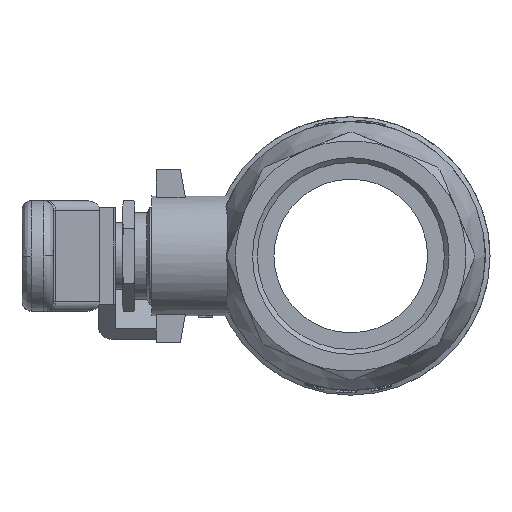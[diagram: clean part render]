
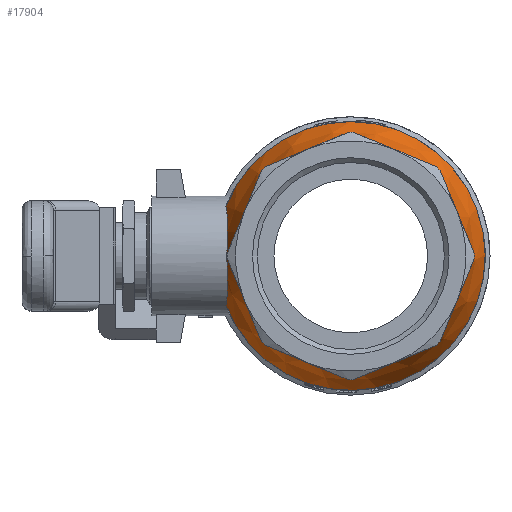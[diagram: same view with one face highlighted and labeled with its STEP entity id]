
A CAD part, left-side view. The second image highlights one B-rep face of the part: STEP entity #17904.
In plain terms, the highlighted conical face has half-angle 21.801 degrees and reference radius 24 mm.
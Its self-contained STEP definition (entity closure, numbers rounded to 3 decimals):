
#118=CONICAL_SURFACE('',#19216,24.,0.381);
#1181=B_SPLINE_CURVE_WITH_KNOTS('',3,(#29103,#29104,#29105,#29106,#29107,
#29108,#29109,#29110),.UNSPECIFIED.,.F.,.F.,(4,1,1,1,1,4),(0.,
0.003,0.006,0.012,0.018,
0.024),.UNSPECIFIED.);
#4952=ORIENTED_EDGE('',*,*,#10108,.T.);
#4953=ORIENTED_EDGE('',*,*,#10024,.F.);
#4954=ORIENTED_EDGE('',*,*,#10109,.F.);
#10024=EDGE_CURVE('',#12676,#12677,#1181,.T.);
#10108=EDGE_CURVE('',#12676,#12677,#14376,.T.);
#10109=EDGE_CURVE('',#12743,#12743,#14377,.T.);
#12676=VERTEX_POINT('',#29111);
#12677=VERTEX_POINT('',#29112);
#12743=VERTEX_POINT('',#29343);
#14376=CIRCLE('',#19217,28.);
#14377=CIRCLE('',#19218,24.);
#14797=EDGE_LOOP('',(#4952,#4953));
#14798=EDGE_LOOP('',(#4954));
#15943=FACE_BOUND('',#14797,.T.);
#15944=FACE_BOUND('',#14798,.T.);
#17904=ADVANCED_FACE('',(#15943,#15944),#118,.T.);
#19216=AXIS2_PLACEMENT_3D('',#29340,#22184,#22185);
#19217=AXIS2_PLACEMENT_3D('',#29341,#22186,#22187);
#19218=AXIS2_PLACEMENT_3D('',#29342,#22188,#22189);
#22184=DIRECTION('',(0.,1.,0.));
#22185=DIRECTION('',(1.,0.,0.));
#22186=DIRECTION('',(0.,-1.,0.));
#22187=DIRECTION('',(0.,0.,-1.));
#22188=DIRECTION('',(0.,-1.,0.));
#22189=DIRECTION('',(0.,0.,-1.));
#29103=CARTESIAN_POINT('',(-10.356,-7.,26.014));
#29104=CARTESIAN_POINT('',(-9.785,-7.844,25.878));
#29105=CARTESIAN_POINT('',(-8.457,-9.372,25.724));
#29106=CARTESIAN_POINT('',(-5.083,-11.742,25.71));
#29107=CARTESIAN_POINT('',(-0.006,-13.007,25.861));
#29108=CARTESIAN_POINT('',(6.108,-11.483,25.678));
#29109=CARTESIAN_POINT('',(9.215,-8.689,25.742));
#29110=CARTESIAN_POINT('',(10.356,-7.,26.014));
#29111=CARTESIAN_POINT('',(-10.356,-7.,26.014));
#29112=CARTESIAN_POINT('',(10.356,-7.,26.014));
#29340=CARTESIAN_POINT('',(0.,-17.,0.));
#29341=CARTESIAN_POINT('',(0.,-7.,0.));
#29342=CARTESIAN_POINT('',(0.,-17.,0.));
#29343=CARTESIAN_POINT('',(0.,-17.,-24.));
